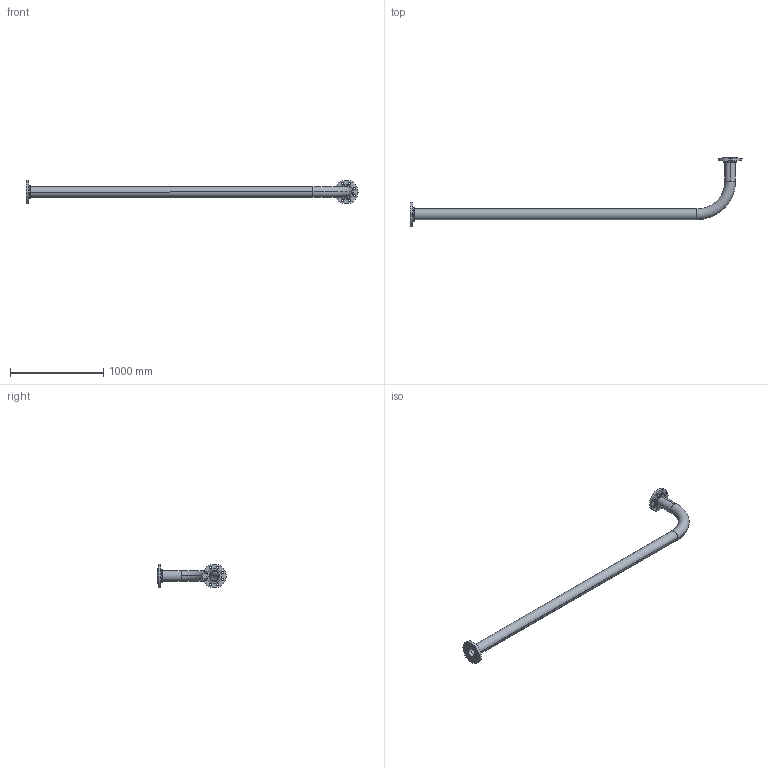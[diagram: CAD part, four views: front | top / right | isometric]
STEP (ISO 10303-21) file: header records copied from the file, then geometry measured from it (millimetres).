
FILE_DESCRIPTION (( 'STEP AP203' ), '1' );
FILE_NAME ('13-2921-2_REV_.step', '2026-01-16T23:15:22', ( '' ), ( '' ), 'SwSTEP 2.0', 'SolidWorks 2025', '' );
FILE_SCHEMA (( 'CONFIG_CONTROL_DESIGN' ));
Length unit declared in the file: millimetre
Products named in the file (3): 13-2921-2_REV_; OEM-100-300-SO-316L; J003435-51_Default<As Machined>
Assembly tree (3 placements, depth 2):
  13-2921-2_REV_
    J003435-51_Default<As Machined>
    OEM-100-300-SO-316L  x2
Bounding box: 3562 x 732 x 254 mm (x, y, z)
Volume: 10297136.4 mm3; surface area: 2919378 mm2
Topology: 3 solids, 3 shells, 74 faces, 184 edges, 120 vertices
Faces by surface type: cylinder 56, plane 10, torus 8
Entity records: 1717 total; most frequent: DIRECTION 284, CARTESIAN_POINT 228, ORIENTED_EDGE 216, AXIS2_PLACEMENT_3D 126, EDGE_CURVE 108, CIRCLE 76, VERTEX_POINT 70, EDGE_LOOP 66
